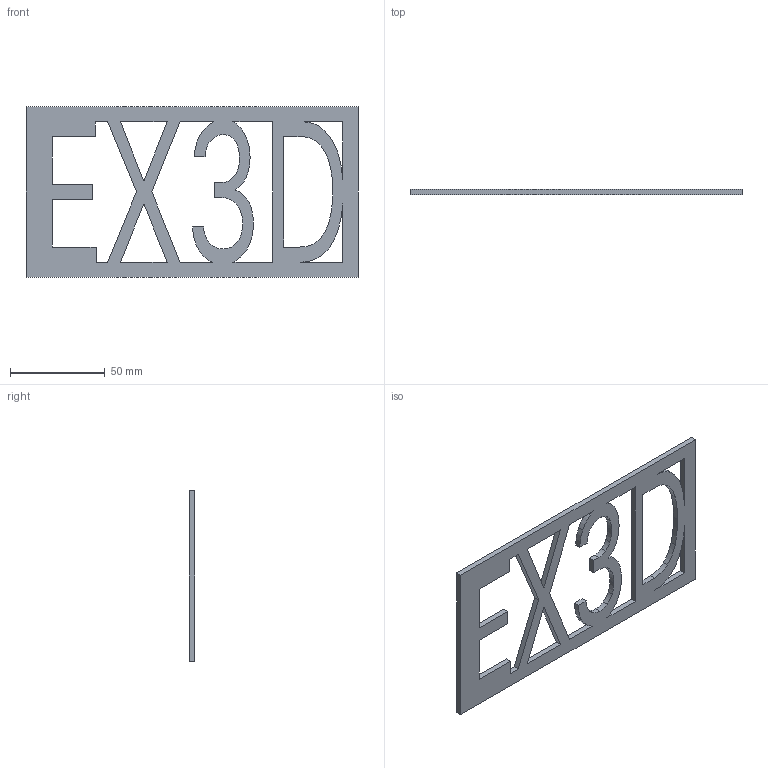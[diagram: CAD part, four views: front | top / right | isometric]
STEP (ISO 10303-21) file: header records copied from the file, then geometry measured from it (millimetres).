
FILE_DESCRIPTION(('HOOPS Exchange Step'),'2;1');
FILE_NAME('Front Plate EX3D.stp','2026-02-08T20:50:02+19:00',('RED'),('Unknown organisation'),'HOOPS Exchange 2025.8','HOOPS Exchange','Unknown authorisation');
FILE_SCHEMA( ('AP203_CONFIGURATION_CONTROLLED_3D_DESIGN_OF_MECHANICAL_PARTS_AND_ASSEMBLIES_MIM_LF') );
Length unit declared in the file: millimetre
Products named in the file (2): 0; root
Assembly tree (1 placements, depth 2):
  root
    0
Bounding box: 175.06 x 3 x 90 mm (x, y, z)
Volume: 23671.1 mm3; surface area: 21185.1 mm2
Topology: 1 solids, 1 shells, 93 faces, 273 edges, 182 vertices
Faces by surface type: plane 47, bspline 46
Entity records: 3191 total; most frequent: CARTESIAN_POINT 965, ORIENTED_EDGE 546, DIRECTION 281, EDGE_CURVE 273, VERTEX_POINT 182, VECTOR 181, LINE 181, EDGE_LOOP 109
